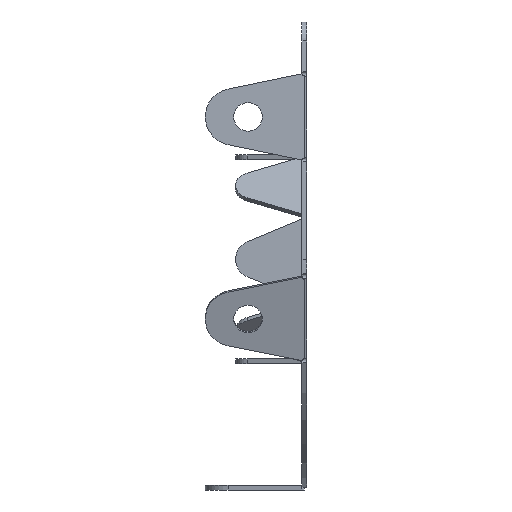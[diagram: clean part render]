
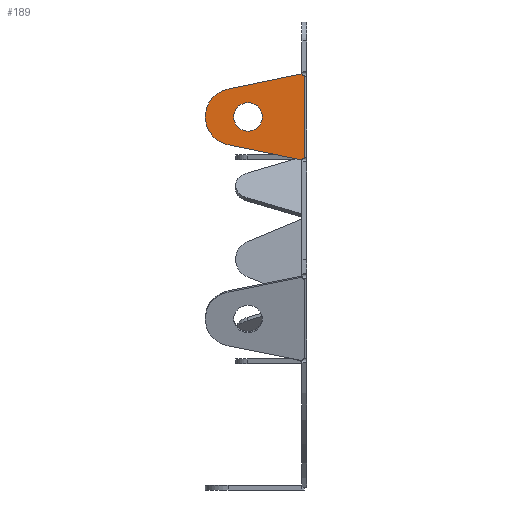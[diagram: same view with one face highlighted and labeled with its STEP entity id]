
A CAD part, left-side view. The second image highlights one B-rep face of the part: STEP entity #189.
In plain terms, the highlighted planar face has unit normal (-1, 0, 0).
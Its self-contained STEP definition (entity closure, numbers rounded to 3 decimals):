
#87=FACE_BOUND('',#516,.F.);
#189=ADVANCED_FACE('',(#87,#347),#1555,.T.);
#347=FACE_OUTER_BOUND('',#517,.F.);
#516=EDGE_LOOP('',(#1196,#1197));
#517=EDGE_LOOP('',(#1198,#1199,#1200,#1201,#1202,#1203));
#1196=ORIENTED_EDGE('',*,*,#2126,.T.);
#1197=ORIENTED_EDGE('',*,*,#2125,.T.);
#1198=ORIENTED_EDGE('',*,*,#2127,.F.);
#1199=ORIENTED_EDGE('',*,*,#2128,.F.);
#1200=ORIENTED_EDGE('',*,*,#2129,.F.);
#1201=ORIENTED_EDGE('',*,*,#2130,.T.);
#1202=ORIENTED_EDGE('',*,*,#2131,.F.);
#1203=ORIENTED_EDGE('',*,*,#2132,.T.);
#1555=PLANE('',#3393);
#1710=CIRCLE('',#3271,3.);
#1711=CIRCLE('',#3272,3.);
#1712=CIRCLE('',#3273,6.);
#1713=CIRCLE('',#3274,0.5);
#1714=CIRCLE('',#3275,0.5);
#2125=EDGE_CURVE('',#2888,#2887,#1710,.T.);
#2126=EDGE_CURVE('',#2887,#2888,#1711,.T.);
#2127=EDGE_CURVE('',#2886,#2885,#2448,.T.);
#2128=EDGE_CURVE('',#2884,#2886,#1712,.T.);
#2129=EDGE_CURVE('',#2883,#2884,#2449,.T.);
#2130=EDGE_CURVE('',#2883,#2882,#1713,.T.);
#2131=EDGE_CURVE('',#2881,#2882,#2450,.T.);
#2132=EDGE_CURVE('',#2881,#2885,#1714,.T.);
#2448=LINE('',#5234,#2750);
#2449=LINE('',#5236,#2751);
#2450=LINE('',#5238,#2752);
#2750=VECTOR('',#3885,15.91);
#2751=VECTOR('',#3888,15.91);
#2752=VECTOR('',#3891,17.356);
#2881=VERTEX_POINT('',#4376);
#2882=VERTEX_POINT('',#4377);
#2883=VERTEX_POINT('',#4378);
#2884=VERTEX_POINT('',#4379);
#2885=VERTEX_POINT('',#4380);
#2886=VERTEX_POINT('',#4381);
#2887=VERTEX_POINT('',#4382);
#2888=VERTEX_POINT('',#4383);
#3271=AXIS2_PLACEMENT_3D('',#5232,#3881,#3882);
#3272=AXIS2_PLACEMENT_3D('',#5233,#3883,#3884);
#3273=AXIS2_PLACEMENT_3D('',#5235,#3886,#3887);
#3274=AXIS2_PLACEMENT_3D('',#5237,#3889,#3890);
#3275=AXIS2_PLACEMENT_3D('',#5239,#3892,#3893);
#3393=AXIS2_PLACEMENT_3D('',#5437,#4208,#4209);
#3881=DIRECTION('',(-1.,0.,0.));
#3882=DIRECTION('',(0.,-1.,0.));
#3883=DIRECTION('',(-1.,0.,0.));
#3884=DIRECTION('',(0.,1.,0.));
#3885=DIRECTION('',(0.,-0.98,-0.201));
#3886=DIRECTION('',(-1.,0.,0.));
#3887=DIRECTION('',(0.,0.201,0.98));
#3888=DIRECTION('',(0.,0.98,-0.201));
#3889=DIRECTION('',(-1.,0.,0.));
#3890=DIRECTION('',(0.,0.98,-0.201));
#3891=DIRECTION('',(0.,0.,1.));
#3892=DIRECTION('',(-1.,0.,0.));
#3893=DIRECTION('',(0.,0.,1.));
#4208=DIRECTION('',(-1.,0.,0.));
#4209=DIRECTION('',(0.,0.,-1.));
#4376=CARTESIAN_POINT('',(111.053,-106.747,-8.678));
#4377=CARTESIAN_POINT('',(111.053,-106.747,8.678));
#4378=CARTESIAN_POINT('',(111.053,-106.257,9.078));
#4379=CARTESIAN_POINT('',(111.053,-90.673,5.877));
#4380=CARTESIAN_POINT('',(111.053,-106.257,-9.078));
#4381=CARTESIAN_POINT('',(111.053,-90.673,-5.877));
#4382=CARTESIAN_POINT('',(111.053,-91.88,0.));
#4383=CARTESIAN_POINT('',(111.053,-97.88,0.));
#5232=CARTESIAN_POINT('',(111.053,-94.88,0.));
#5233=CARTESIAN_POINT('',(111.053,-94.88,0.));
#5234=CARTESIAN_POINT('',(111.053,-90.673,-5.877));
#5235=CARTESIAN_POINT('',(111.053,-91.88,0.));
#5236=CARTESIAN_POINT('',(111.053,-106.257,9.078));
#5237=CARTESIAN_POINT('',(111.053,-106.747,9.178));
#5238=CARTESIAN_POINT('',(111.053,-106.747,-8.678));
#5239=CARTESIAN_POINT('',(111.053,-106.747,-9.178));
#5437=CARTESIAN_POINT('',(111.053,-85.671,9.286));
